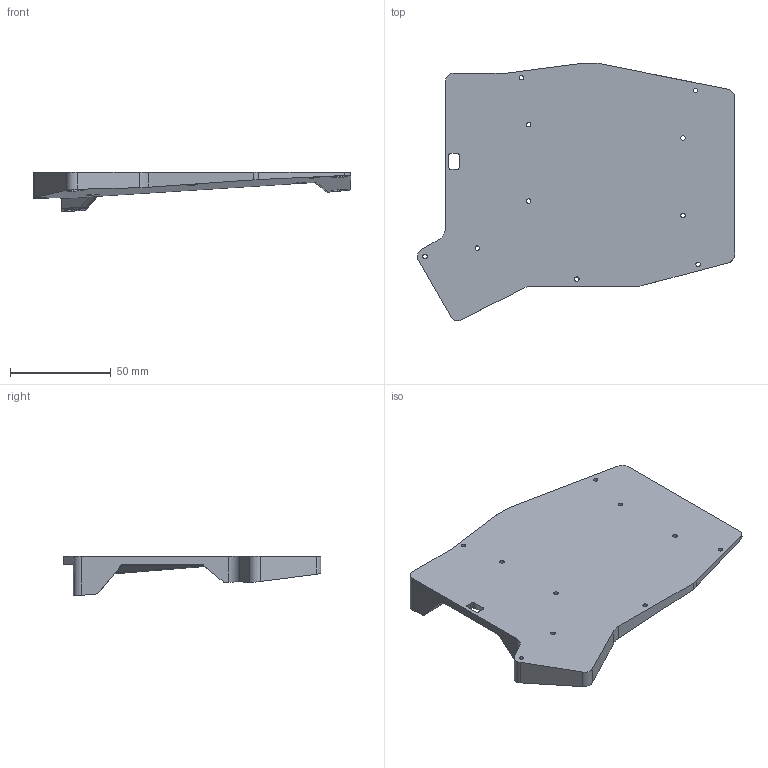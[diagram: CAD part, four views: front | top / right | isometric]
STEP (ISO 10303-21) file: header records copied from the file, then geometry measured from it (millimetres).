
FILE_DESCRIPTION(/* description */ (''),/* implementation_level */ '2;1');
FILE_NAME(/* name */ 'R-Bottom.step',/* time_stamp */ '2022-10-12T15:57:59+03:00',/* author */ (''),/* organization */ (''),/* preprocessor_version */ 'ST-DEVELOPER v19',/* originating_system */ 'Autodesk Translation Framework v11.7.0.108',/* authorisation */ '');
FILE_SCHEMA (('AUTOMOTIVE_DESIGN { 1 0 10303 214 3 1 1 }'));
Length unit declared in the file: millimetre
Products named in the file (1): FusionComponent
Bounding box: 157.17 x 127.57 x 19.44 mm (x, y, z)
Volume: 89368.6 mm3; surface area: 35689.4 mm2
Topology: 1 solids, 1 shells, 91 faces, 229 edges, 147 vertices
Faces by surface type: cylinder 46, plane 32, cone 8, bspline 4, sphere 1
Full cylindrical faces by diameter (mm): 2.2 x10, 5 x4, 6.5 x5, 8.2 x4
Entity records: 3089 total; most frequent: CARTESIAN_POINT 744, DIRECTION 499, ORIENTED_EDGE 458, EDGE_CURVE 229, AXIS2_PLACEMENT_3D 190, VERTEX_POINT 147, EDGE_LOOP 120, LINE 119
